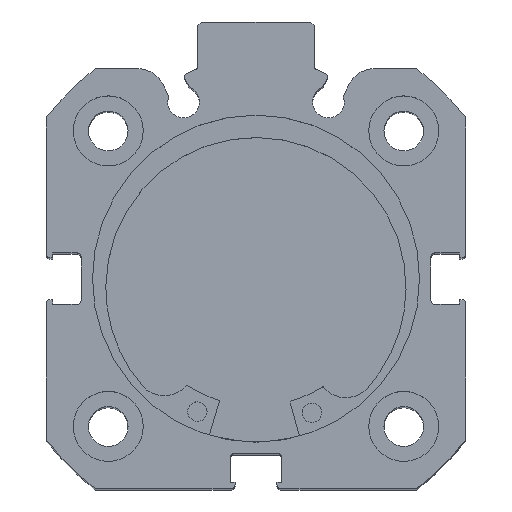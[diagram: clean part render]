
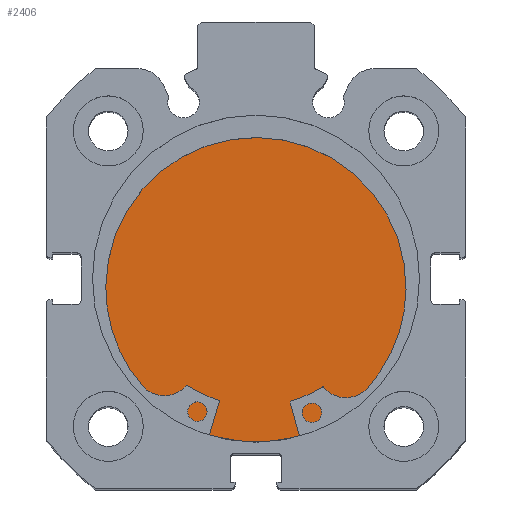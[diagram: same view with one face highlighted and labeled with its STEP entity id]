
A CAD part, top view. The second image highlights one B-rep face of the part: STEP entity #2406.
In plain terms, the highlighted face is planar.
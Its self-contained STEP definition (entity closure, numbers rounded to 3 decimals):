
#829 = ORIENTED_EDGE ( 'NONE', *, *, #6223, .F. ) ;
#993 = ORIENTED_EDGE ( 'NONE', *, *, #6146, .F. ) ;
#1615 = EDGE_LOOP ( 'NONE', ( #829, #993 ) ) ;
#2022 = FACE_OUTER_BOUND ( 'NONE', #1615, .T. ) ;
#2406 = ADVANCED_FACE ( 'NONE', ( #2022 ), #6079, .F. ) ;
#2783 = CARTESIAN_POINT ( 'NONE',  ( 8.5, 0., 21. ) ) ;
#2878 = DIRECTION ( 'NONE',  ( 0., 0., 1. ) ) ;
#2879 = DIRECTION ( 'NONE',  ( -1., 0., 0. ) ) ;
#2881 = CARTESIAN_POINT ( 'NONE',  ( 8.5, 0., 0. ) ) ;
#3017 = CARTESIAN_POINT ( 'NONE',  ( 8.5, 0., -21. ) ) ;
#3166 = DIRECTION ( 'NONE',  ( 0., 0., 1. ) ) ;
#3168 = DIRECTION ( 'NONE',  ( -1., 0., 0. ) ) ;
#3174 = CARTESIAN_POINT ( 'NONE',  ( 8.5, 0., 0. ) ) ;
#3753 = AXIS2_PLACEMENT_3D ( 'NONE', #6078, #6024, #6068 ) ;
#3901 = AXIS2_PLACEMENT_3D ( 'NONE', #3174, #3168, #3166 ) ;
#3928 = AXIS2_PLACEMENT_3D ( 'NONE', #2881, #2879, #2878 ) ;
#4277 = CIRCLE ( 'NONE', #3901, 21. ) ;
#4398 = CIRCLE ( 'NONE', #3928, 21. ) ;
#5645 = VERTEX_POINT ( 'NONE', #3017 ) ;
#5721 = VERTEX_POINT ( 'NONE', #2783 ) ;
#6024 = DIRECTION ( 'NONE',  ( -1., 0., 0. ) ) ;
#6068 = DIRECTION ( 'NONE',  ( 0., 0., 1. ) ) ;
#6078 = CARTESIAN_POINT ( 'NONE',  ( 8.5, 21., 0. ) ) ;
#6079 = PLANE ( 'NONE',  #3753 ) ;
#6146 = EDGE_CURVE ( 'NONE', #5645, #5721, #4277, .T. ) ;
#6223 = EDGE_CURVE ( 'NONE', #5721, #5645, #4398, .T. ) ;
